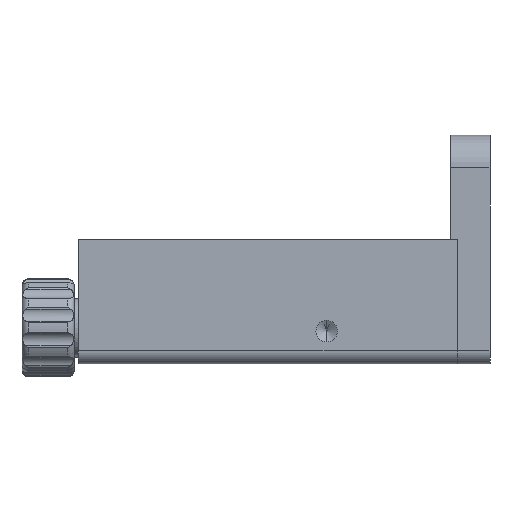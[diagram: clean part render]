
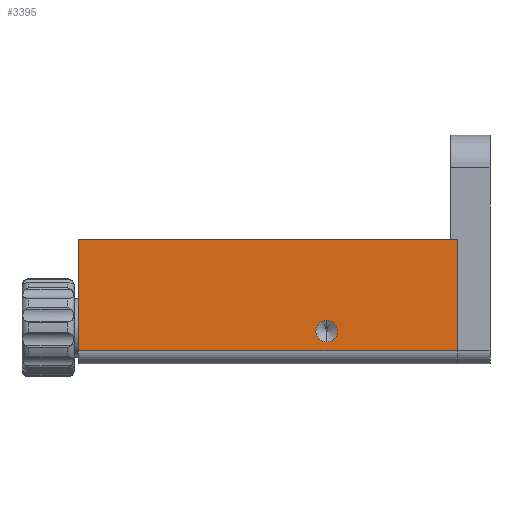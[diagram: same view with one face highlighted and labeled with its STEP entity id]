
A CAD part, left-side view. The second image highlights one B-rep face of the part: STEP entity #3395.
In plain terms, the highlighted planar face has unit normal (-1, 0, 0).
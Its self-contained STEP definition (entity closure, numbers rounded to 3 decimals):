
#233 = EDGE_CURVE ( 'NONE', #14822, #6874, #2393, .T. ) ;
#1184 = EDGE_CURVE ( 'NONE', #6874, #14822, #17662, .T. ) ;
#1640 = VERTEX_POINT ( 'NONE', #7602 ) ;
#2393 = CIRCLE ( 'NONE', #10629, 1.65 ) ;
#2445 = VECTOR ( 'NONE', #16449, 1000. ) ;
#2800 = EDGE_LOOP ( 'NONE', ( #5204, #12975 ) ) ;
#3264 = LINE ( 'NONE', #12979, #20206 ) ;
#3395 = ADVANCED_FACE ( 'NONE', ( #19168, #18103 ), #18433, .F. ) ;
#3506 = CARTESIAN_POINT ( 'NONE',  ( -26.816, 31.2, 19. ) ) ;
#4266 = DIRECTION ( 'NONE',  ( 0., 0., 1. ) ) ;
#5204 = ORIENTED_EDGE ( 'NONE', *, *, #233, .F. ) ;
#5692 = EDGE_CURVE ( 'NONE', #1640, #19208, #18302, .T. ) ;
#5918 = DIRECTION ( 'NONE',  ( 0., 0., 1. ) ) ;
#6673 = LINE ( 'NONE', #21638, #2445 ) ;
#6874 = VERTEX_POINT ( 'NONE', #19048 ) ;
#7104 = ORIENTED_EDGE ( 'NONE', *, *, #5692, .T. ) ;
#7602 = CARTESIAN_POINT ( 'NONE',  ( -26.816, 31.2, 2. ) ) ;
#7694 = CARTESIAN_POINT ( 'NONE',  ( -26.816, -6.8, 5. ) ) ;
#7822 = LINE ( 'NONE', #14394, #9400 ) ;
#8081 = CARTESIAN_POINT ( 'NONE',  ( -26.816, 31.2, 10. ) ) ;
#9282 = VECTOR ( 'NONE', #14200, 1000. ) ;
#9400 = VECTOR ( 'NONE', #12395, 1000. ) ;
#9537 = ORIENTED_EDGE ( 'NONE', *, *, #21653, .F. ) ;
#9750 = VERTEX_POINT ( 'NONE', #3506 ) ;
#10629 = AXIS2_PLACEMENT_3D ( 'NONE', #7694, #16021, #5918 ) ;
#10940 = EDGE_LOOP ( 'NONE', ( #16731, #7104, #11240, #9537 ) ) ;
#11235 = CARTESIAN_POINT ( 'NONE',  ( -26.816, -6.8, 5. ) ) ;
#11240 = ORIENTED_EDGE ( 'NONE', *, *, #17453, .F. ) ;
#12395 = DIRECTION ( 'NONE',  ( 0., -1., 0. ) ) ;
#12774 = CARTESIAN_POINT ( 'NONE',  ( -26.816, -26.8, 2. ) ) ;
#12975 = ORIENTED_EDGE ( 'NONE', *, *, #1184, .F. ) ;
#12979 = CARTESIAN_POINT ( 'NONE',  ( -26.816, 31.2, 10. ) ) ;
#14200 = DIRECTION ( 'NONE',  ( 0., -1., 0. ) ) ;
#14394 = CARTESIAN_POINT ( 'NONE',  ( -26.816, 31.2, 19. ) ) ;
#14822 = VERTEX_POINT ( 'NONE', #16027 ) ;
#15028 = DIRECTION ( 'NONE',  ( 0., 1., 0. ) ) ;
#15129 = AXIS2_PLACEMENT_3D ( 'NONE', #8081, #16571, #15028 ) ;
#15761 = AXIS2_PLACEMENT_3D ( 'NONE', #11235, #19709, #4266 ) ;
#16021 = DIRECTION ( 'NONE',  ( -1., 0., 0. ) ) ;
#16027 = CARTESIAN_POINT ( 'NONE',  ( -26.816, -6.8, 6.65 ) ) ;
#16449 = DIRECTION ( 'NONE',  ( 0., 0., -1. ) ) ;
#16534 = DIRECTION ( 'NONE',  ( 0., 0., -1. ) ) ;
#16571 = DIRECTION ( 'NONE',  ( 1., 0., 0. ) ) ;
#16731 = ORIENTED_EDGE ( 'NONE', *, *, #16966, .T. ) ;
#16966 = EDGE_CURVE ( 'NONE', #9750, #1640, #3264, .T. ) ;
#17453 = EDGE_CURVE ( 'NONE', #20275, #19208, #6673, .T. ) ;
#17662 = CIRCLE ( 'NONE', #15761, 1.65 ) ;
#18103 = FACE_OUTER_BOUND ( 'NONE', #10940, .T. ) ;
#18302 = LINE ( 'NONE', #19720, #9282 ) ;
#18433 = PLANE ( 'NONE',  #15129 ) ;
#18894 = CARTESIAN_POINT ( 'NONE',  ( -26.816, -26.8, 19. ) ) ;
#19048 = CARTESIAN_POINT ( 'NONE',  ( -26.816, -6.8, 3.35 ) ) ;
#19168 = FACE_BOUND ( 'NONE', #2800, .T. ) ;
#19208 = VERTEX_POINT ( 'NONE', #12774 ) ;
#19709 = DIRECTION ( 'NONE',  ( -1., 0., 0. ) ) ;
#19720 = CARTESIAN_POINT ( 'NONE',  ( -26.816, 31.2, 2. ) ) ;
#20206 = VECTOR ( 'NONE', #16534, 1000. ) ;
#20275 = VERTEX_POINT ( 'NONE', #18894 ) ;
#21638 = CARTESIAN_POINT ( 'NONE',  ( -26.816, -26.8, 10. ) ) ;
#21653 = EDGE_CURVE ( 'NONE', #9750, #20275, #7822, .T. ) ;
